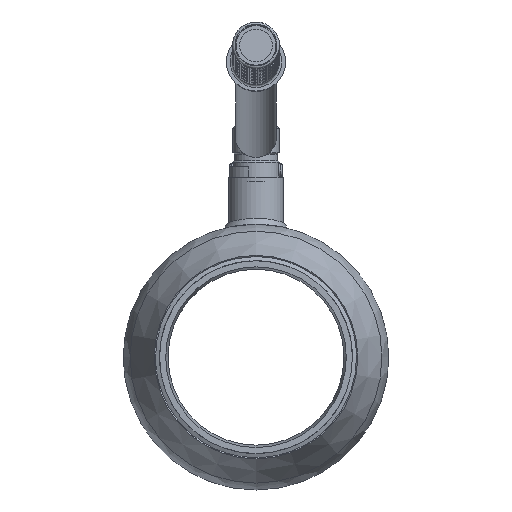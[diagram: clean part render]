
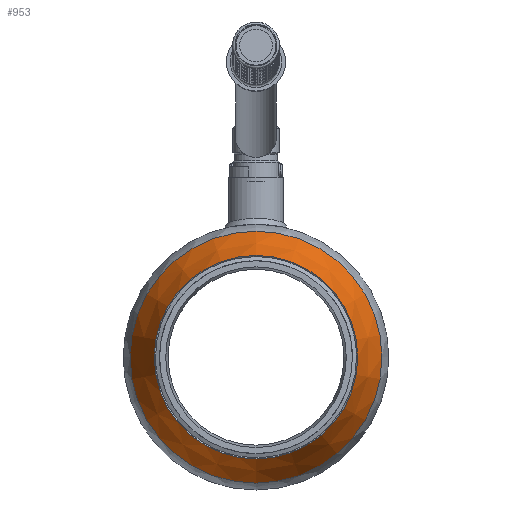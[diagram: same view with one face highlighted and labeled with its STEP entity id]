
A CAD part, left-side view. The second image highlights one B-rep face of the part: STEP entity #953.
In plain terms, the highlighted conical face has half-angle 25 degrees and reference radius 109.5 mm.
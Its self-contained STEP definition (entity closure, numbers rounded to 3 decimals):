
#889=CARTESIAN_POINT('',(-122.15,0.,83.9));
#890=VERTEX_POINT('',#889);
#897=CARTESIAN_POINT('',(-122.15,-0.,-83.9));
#898=VERTEX_POINT('',#897);
#899=CARTESIAN_POINT('',(-122.15,0.,0.));
#900=DIRECTION('',(1.,0.,0.));
#901=DIRECTION('',(0.,0.,-1.));
#902=AXIS2_PLACEMENT_3D('',#899,#900,#901);
#903=CIRCLE('',#902,83.9);
#904=EDGE_CURVE('',#898,#890,#903,.T.);
#906=CARTESIAN_POINT('',(-122.15,0.,0.));
#907=DIRECTION('',(1.,0.,0.));
#908=DIRECTION('',(0.,0.,-1.));
#909=AXIS2_PLACEMENT_3D('',#906,#907,#908);
#910=CIRCLE('',#909,83.9);
#911=EDGE_CURVE('',#890,#898,#910,.T.);
#919=CARTESIAN_POINT('',(-67.25,0.,0.));
#920=DIRECTION('',(1.,0.,0.));
#921=DIRECTION('',(0.,0.,-1.));
#922=AXIS2_PLACEMENT_3D('',#919,#920,#921);
#923=CONICAL_SURFACE('',#922,109.5,25.);
#924=CARTESIAN_POINT('',(-79.305,0.,-103.878));
#925=VERTEX_POINT('',#924);
#926=CARTESIAN_POINT('',(-79.305,0.,-103.878));
#927=DIRECTION('',(-0.906,-0.,0.423));
#928=VECTOR('',#927,47.274);
#929=LINE('',#926,#928);
#930=EDGE_CURVE('',#925,#898,#929,.T.);
#931=ORIENTED_EDGE('',*,*,#930,.T.);
#932=ORIENTED_EDGE('',*,*,#904,.T.);
#933=ORIENTED_EDGE('',*,*,#911,.T.);
#934=ORIENTED_EDGE('',*,*,#930,.F.);
#935=CARTESIAN_POINT('',(-79.305,-0.,103.878));
#936=VERTEX_POINT('',#935);
#937=CARTESIAN_POINT('',(-79.305,0.,0.));
#938=DIRECTION('',(-1.,0.,0.));
#939=DIRECTION('',(0.,0.,1.));
#940=AXIS2_PLACEMENT_3D('',#937,#938,#939);
#941=CIRCLE('',#940,103.878);
#942=EDGE_CURVE('',#925,#936,#941,.T.);
#943=ORIENTED_EDGE('',*,*,#942,.T.);
#944=CARTESIAN_POINT('',(-79.305,0.,0.));
#945=DIRECTION('',(-1.,0.,0.));
#946=DIRECTION('',(0.,0.,1.));
#947=AXIS2_PLACEMENT_3D('',#944,#945,#946);
#948=CIRCLE('',#947,103.878);
#949=EDGE_CURVE('',#936,#925,#948,.T.);
#950=ORIENTED_EDGE('',*,*,#949,.T.);
#951=EDGE_LOOP('',(#931,#932,#933,#934,#943,#950));
#952=FACE_BOUND('',#951,.T.);
#953=ADVANCED_FACE('',(#952),#923,.T.);
